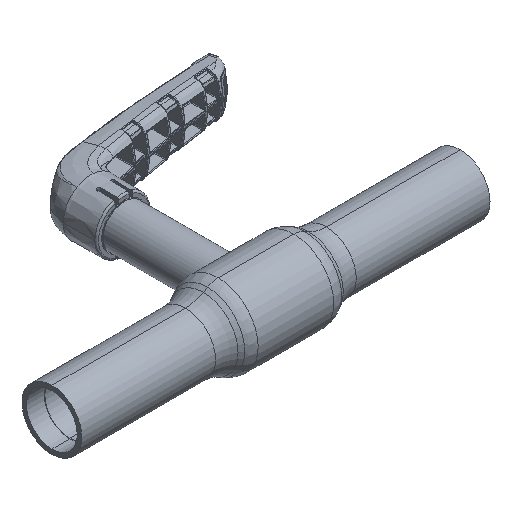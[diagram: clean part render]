
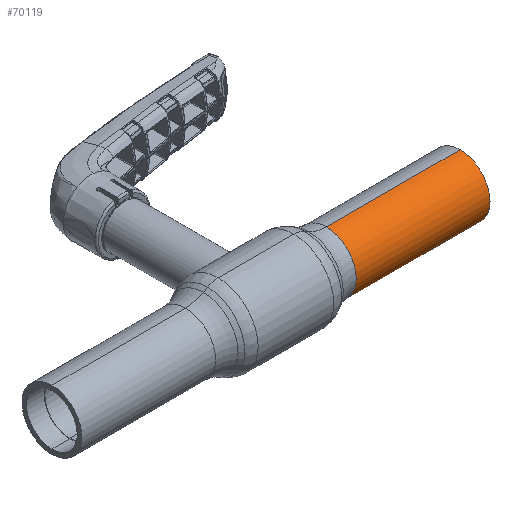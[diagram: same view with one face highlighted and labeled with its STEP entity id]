
A CAD part, isometric view. The second image highlights one B-rep face of the part: STEP entity #70119.
In plain terms, the highlighted cylindrical face has radius 16.85 mm (diameter 33.7 mm), a partial arc.
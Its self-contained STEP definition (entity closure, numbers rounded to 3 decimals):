
#4087 = CARTESIAN_POINT ( 'NONE',  ( 39.645, 0., 16.85 ) ) ;
#5751 = EDGE_LOOP ( 'NONE', ( #30455, #66882, #82810, #42728 ) ) ;
#8026 = VERTEX_POINT ( 'NONE', #38481 ) ;
#10274 = CIRCLE ( 'NONE', #45785, 16.85 ) ;
#10506 = EDGE_CURVE ( 'NONE', #8026, #17169, #10274, .T. ) ;
#14429 = VERTEX_POINT ( 'NONE', #75691 ) ;
#16692 = CARTESIAN_POINT ( 'NONE',  ( -62.69, 0., 0. ) ) ;
#17169 = VERTEX_POINT ( 'NONE', #4087 ) ;
#21817 = CARTESIAN_POINT ( 'NONE',  ( -62.69, 0., 16.85 ) ) ;
#23542 = AXIS2_PLACEMENT_3D ( 'NONE', #29941, #80403, #87627 ) ;
#28475 = DIRECTION ( 'NONE',  ( 0., 0., 1. ) ) ;
#29575 = EDGE_CURVE ( 'NONE', #49190, #14429, #39968, .T. ) ;
#29941 = CARTESIAN_POINT ( 'NONE',  ( 115., 0., 0. ) ) ;
#30455 = ORIENTED_EDGE ( 'NONE', *, *, #65846, .F. ) ;
#34818 = CARTESIAN_POINT ( 'NONE',  ( 39.645, 0., 0. ) ) ;
#37126 = LINE ( 'NONE', #21817, #73192 ) ;
#38481 = CARTESIAN_POINT ( 'NONE',  ( 39.645, 0., -16.85 ) ) ;
#39968 = CIRCLE ( 'NONE', #23542, 16.85 ) ;
#40605 = DIRECTION ( 'NONE',  ( 0., 0., 1. ) ) ;
#42728 = ORIENTED_EDGE ( 'NONE', *, *, #10506, .F. ) ;
#43441 = CYLINDRICAL_SURFACE ( 'NONE', #62631, 16.85 ) ;
#45230 = EDGE_CURVE ( 'NONE', #49190, #17169, #37126, .T. ) ;
#45785 = AXIS2_PLACEMENT_3D ( 'NONE', #34818, #71043, #28475 ) ;
#47242 = LINE ( 'NONE', #63767, #60830 ) ;
#49190 = VERTEX_POINT ( 'NONE', #62673 ) ;
#60830 = VECTOR ( 'NONE', #85771, 1000. ) ;
#62631 = AXIS2_PLACEMENT_3D ( 'NONE', #16692, #76556, #40605 ) ;
#62673 = CARTESIAN_POINT ( 'NONE',  ( 115., 0., 16.85 ) ) ;
#63767 = CARTESIAN_POINT ( 'NONE',  ( -62.69, 0., -16.85 ) ) ;
#65846 = EDGE_CURVE ( 'NONE', #14429, #8026, #47242, .T. ) ;
#66882 = ORIENTED_EDGE ( 'NONE', *, *, #29575, .F. ) ;
#70119 = ADVANCED_FACE ( 'NONE', ( #77233 ), #43441, .T. ) ;
#71043 = DIRECTION ( 'NONE',  ( -1., 0., 0. ) ) ;
#71895 = DIRECTION ( 'NONE',  ( -1., 0., 0. ) ) ;
#73192 = VECTOR ( 'NONE', #71895, 1000. ) ;
#75691 = CARTESIAN_POINT ( 'NONE',  ( 115., 0., -16.85 ) ) ;
#76556 = DIRECTION ( 'NONE',  ( -1., 0., 0. ) ) ;
#77233 = FACE_OUTER_BOUND ( 'NONE', #5751, .T. ) ;
#80403 = DIRECTION ( 'NONE',  ( 1., 0., 0. ) ) ;
#82810 = ORIENTED_EDGE ( 'NONE', *, *, #45230, .T. ) ;
#85771 = DIRECTION ( 'NONE',  ( -1., 0., 0. ) ) ;
#87627 = DIRECTION ( 'NONE',  ( 0., 0., -1. ) ) ;
